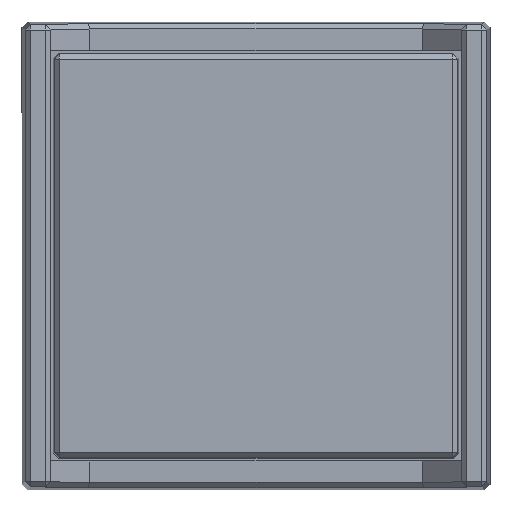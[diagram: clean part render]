
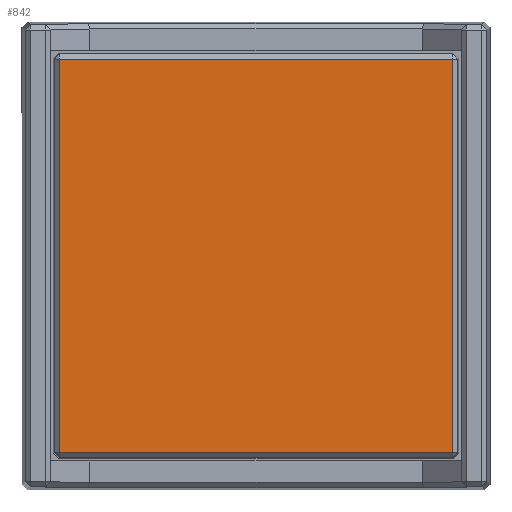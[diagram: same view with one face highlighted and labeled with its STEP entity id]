
A CAD part, top view. The second image highlights one B-rep face of the part: STEP entity #842.
In plain terms, the highlighted planar face has unit normal (0, 0, 1).
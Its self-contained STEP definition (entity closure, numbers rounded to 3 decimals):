
#8 = LINE ( 'NONE', #1588, #2104 ) ;
#58 = LINE ( 'NONE', #4698, #1485 ) ;
#62 = VECTOR ( 'NONE', #4187, 1000. ) ;
#158 = AXIS2_PLACEMENT_3D ( 'NONE', #3913, #2140, #3234 ) ;
#318 = VECTOR ( 'NONE', #2399, 1000. ) ;
#810 = EDGE_CURVE ( 'NONE', #2688, #4575, #58, .T. ) ;
#842 = ADVANCED_FACE ( 'NONE', ( #2842 ), #1327, .F. ) ;
#879 = CARTESIAN_POINT ( 'NONE',  ( 7.517, 0., 9.6 ) ) ;
#1138 = EDGE_CURVE ( 'NONE', #3980, #2111, #1227, .T. ) ;
#1200 = EDGE_CURVE ( 'NONE', #4575, #3980, #4232, .T. ) ;
#1227 = LINE ( 'NONE', #2701, #62 ) ;
#1327 = PLANE ( 'NONE',  #158 ) ;
#1438 = CARTESIAN_POINT ( 'NONE',  ( -7.517, 7.517, 9.6 ) ) ;
#1485 = VECTOR ( 'NONE', #3261, 1000. ) ;
#1588 = CARTESIAN_POINT ( 'NONE',  ( -7.517, 0., 9.6 ) ) ;
#2104 = VECTOR ( 'NONE', #3059, 1000. ) ;
#2111 = VERTEX_POINT ( 'NONE', #4736 ) ;
#2140 = DIRECTION ( 'NONE',  ( 0., 0., -1. ) ) ;
#2399 = DIRECTION ( 'NONE',  ( 0., -1., 0. ) ) ;
#2442 = EDGE_CURVE ( 'NONE', #2111, #2688, #8, .T. ) ;
#2575 = CARTESIAN_POINT ( 'NONE',  ( 7.517, -7.517, 9.6 ) ) ;
#2688 = VERTEX_POINT ( 'NONE', #1438 ) ;
#2701 = CARTESIAN_POINT ( 'NONE',  ( 0., -7.517, 9.6 ) ) ;
#2842 = FACE_OUTER_BOUND ( 'NONE', #3846, .T. ) ;
#2954 = ORIENTED_EDGE ( 'NONE', *, *, #2442, .F. ) ;
#2974 = ORIENTED_EDGE ( 'NONE', *, *, #810, .F. ) ;
#3059 = DIRECTION ( 'NONE',  ( 0., 1., 0. ) ) ;
#3116 = ORIENTED_EDGE ( 'NONE', *, *, #1200, .F. ) ;
#3139 = ORIENTED_EDGE ( 'NONE', *, *, #1138, .F. ) ;
#3234 = DIRECTION ( 'NONE',  ( -1., 0., 0. ) ) ;
#3261 = DIRECTION ( 'NONE',  ( 1., 0., 0. ) ) ;
#3846 = EDGE_LOOP ( 'NONE', ( #3139, #3116, #2974, #2954 ) ) ;
#3913 = CARTESIAN_POINT ( 'NONE',  ( 7.517, -7.517, 9.6 ) ) ;
#3980 = VERTEX_POINT ( 'NONE', #2575 ) ;
#4187 = DIRECTION ( 'NONE',  ( -1., 0., 0. ) ) ;
#4232 = LINE ( 'NONE', #879, #318 ) ;
#4234 = CARTESIAN_POINT ( 'NONE',  ( 7.517, 7.517, 9.6 ) ) ;
#4575 = VERTEX_POINT ( 'NONE', #4234 ) ;
#4698 = CARTESIAN_POINT ( 'NONE',  ( 0., 7.517, 9.6 ) ) ;
#4736 = CARTESIAN_POINT ( 'NONE',  ( -7.517, -7.517, 9.6 ) ) ;
